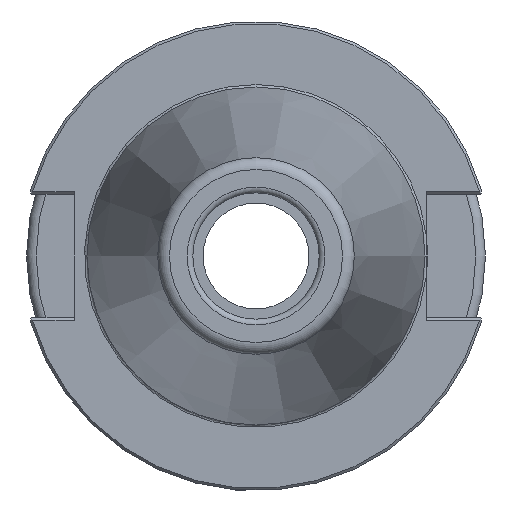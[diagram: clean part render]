
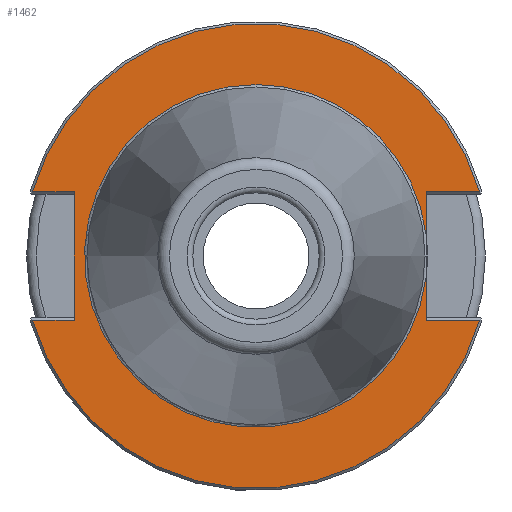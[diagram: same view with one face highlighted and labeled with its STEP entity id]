
A CAD part, left-side view. The second image highlights one B-rep face of the part: STEP entity #1462.
In plain terms, the highlighted planar face has unit normal (-1, 0, 0).
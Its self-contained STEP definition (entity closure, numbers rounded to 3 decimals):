
#104=LINE('',#2504,#182);
#107=LINE('',#2563,#185);
#108=LINE('',#2569,#186);
#109=LINE('',#2571,#187);
#110=LINE('',#2575,#188);
#111=LINE('',#2577,#189);
#112=LINE('',#2578,#190);
#182=VECTOR('',#1816,10.);
#185=VECTOR('',#1835,10.);
#186=VECTOR('',#1840,10.);
#187=VECTOR('',#1841,10.);
#188=VECTOR('',#1844,10.);
#189=VECTOR('',#1845,10.);
#190=VECTOR('',#1846,10.);
#297=FACE_OUTER_BOUND('',#376,.T.);
#376=EDGE_LOOP('',(#1060,#1061,#1062,#1063,#1064,#1065,#1066,#1067,#1068,
#1069,#1070));
#460=CIRCLE('',#1575,48.249);
#462=CIRCLE('',#1578,35.579);
#463=CIRCLE('',#1579,35.579);
#464=CIRCLE('',#1580,48.249);
#604=VERTEX_POINT('',#2501);
#605=VERTEX_POINT('',#2503);
#613=VERTEX_POINT('',#2550);
#616=VERTEX_POINT('',#2562);
#617=VERTEX_POINT('',#2564);
#618=VERTEX_POINT('',#2566);
#619=VERTEX_POINT('',#2568);
#620=VERTEX_POINT('',#2570);
#621=VERTEX_POINT('',#2572);
#622=VERTEX_POINT('',#2574);
#623=VERTEX_POINT('',#2576);
#781=EDGE_CURVE('',#604,#605,#104,.T.);
#793=EDGE_CURVE('',#605,#613,#460,.T.);
#797=EDGE_CURVE('',#604,#616,#107,.T.);
#798=EDGE_CURVE('',#616,#617,#462,.T.);
#799=EDGE_CURVE('',#617,#618,#463,.T.);
#800=EDGE_CURVE('',#618,#619,#108,.T.);
#801=EDGE_CURVE('',#620,#619,#109,.T.);
#802=EDGE_CURVE('',#621,#620,#464,.T.);
#803=EDGE_CURVE('',#622,#621,#110,.T.);
#804=EDGE_CURVE('',#622,#623,#111,.T.);
#805=EDGE_CURVE('',#613,#623,#112,.T.);
#1060=ORIENTED_EDGE('',*,*,#781,.F.);
#1061=ORIENTED_EDGE('',*,*,#797,.T.);
#1062=ORIENTED_EDGE('',*,*,#798,.T.);
#1063=ORIENTED_EDGE('',*,*,#799,.T.);
#1064=ORIENTED_EDGE('',*,*,#800,.T.);
#1065=ORIENTED_EDGE('',*,*,#801,.F.);
#1066=ORIENTED_EDGE('',*,*,#802,.F.);
#1067=ORIENTED_EDGE('',*,*,#803,.F.);
#1068=ORIENTED_EDGE('',*,*,#804,.T.);
#1069=ORIENTED_EDGE('',*,*,#805,.F.);
#1070=ORIENTED_EDGE('',*,*,#793,.F.);
#1419=PLANE('',#1577);
#1462=ADVANCED_FACE('',(#297),#1419,.T.);
#1575=AXIS2_PLACEMENT_3D('',#2551,#1829,#1830);
#1577=AXIS2_PLACEMENT_3D('',#2561,#1833,#1834);
#1578=AXIS2_PLACEMENT_3D('',#2565,#1836,#1837);
#1579=AXIS2_PLACEMENT_3D('',#2567,#1838,#1839);
#1580=AXIS2_PLACEMENT_3D('',#2573,#1842,#1843);
#1816=DIRECTION('',(0.,-1.,0.));
#1829=DIRECTION('center_axis',(1.,0.,0.));
#1830=DIRECTION('ref_axis',(0.,0.,-1.));
#1833=DIRECTION('center_axis',(-1.,0.,0.));
#1834=DIRECTION('ref_axis',(0.,0.,1.));
#1835=DIRECTION('',(0.,0.,1.));
#1836=DIRECTION('center_axis',(1.,0.,0.));
#1837=DIRECTION('ref_axis',(0.,0.,-1.));
#1838=DIRECTION('center_axis',(1.,0.,0.));
#1839=DIRECTION('ref_axis',(0.,0.,-1.));
#1840=DIRECTION('',(0.,0.,1.));
#1841=DIRECTION('',(0.,1.,0.));
#1842=DIRECTION('center_axis',(1.,0.,0.));
#1843=DIRECTION('ref_axis',(0.,0.,-1.));
#1844=DIRECTION('',(0.,1.,0.));
#1845=DIRECTION('',(0.,0.,-1.));
#1846=DIRECTION('',(0.,-1.,0.));
#2501=CARTESIAN_POINT('',(1.5,-35.3,-13.325));
#2503=CARTESIAN_POINT('',(1.5,-46.373,-13.325));
#2504=CARTESIAN_POINT('',(1.5,-13.707,-13.325));
#2550=CARTESIAN_POINT('',(1.5,46.373,-13.325));
#2551=CARTESIAN_POINT('Origin',(1.5,0.,0.));
#2561=CARTESIAN_POINT('Origin',(1.5,48.249,0.));
#2562=CARTESIAN_POINT('',(1.5,-35.3,-4.449));
#2563=CARTESIAN_POINT('',(1.5,-35.3,-6.413));
#2564=CARTESIAN_POINT('',(1.5,0.,35.579));
#2565=CARTESIAN_POINT('Origin',(1.5,0.,0.));
#2566=CARTESIAN_POINT('',(1.5,-35.3,4.449));
#2567=CARTESIAN_POINT('Origin',(1.5,0.,0.));
#2568=CARTESIAN_POINT('',(1.5,-35.3,13.325));
#2569=CARTESIAN_POINT('',(1.5,-35.3,-6.413));
#2570=CARTESIAN_POINT('',(1.5,-46.373,13.325));
#2571=CARTESIAN_POINT('',(1.5,6.475,13.325));
#2572=CARTESIAN_POINT('',(1.5,46.373,13.325));
#2573=CARTESIAN_POINT('Origin',(1.5,0.,0.));
#2574=CARTESIAN_POINT('',(1.5,37.7,13.325));
#2575=CARTESIAN_POINT('',(1.5,61.395,13.325));
#2576=CARTESIAN_POINT('',(1.5,37.7,-13.325));
#2577=CARTESIAN_POINT('',(1.5,37.7,6.413));
#2578=CARTESIAN_POINT('',(1.5,42.975,-13.325));
